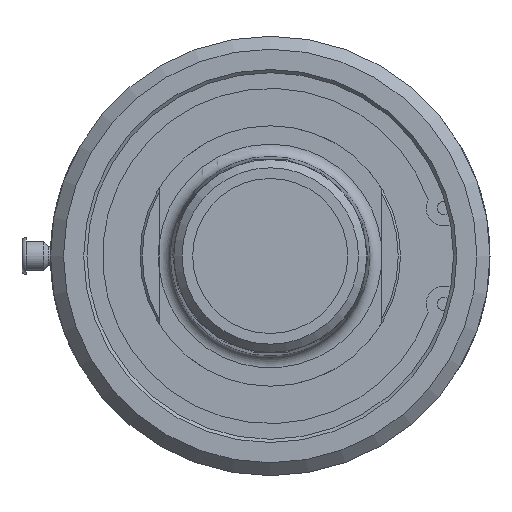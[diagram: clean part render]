
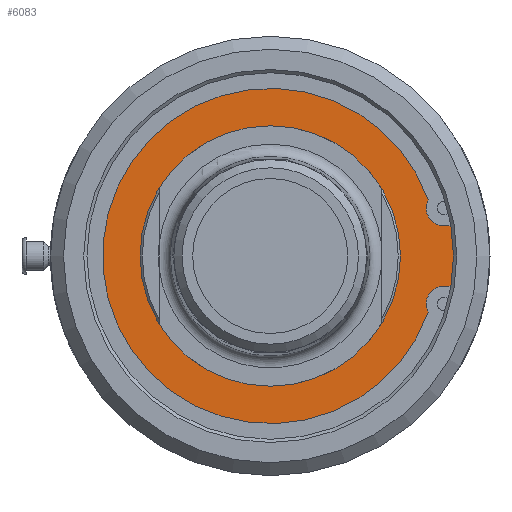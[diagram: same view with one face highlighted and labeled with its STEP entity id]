
A CAD part, left-side view. The second image highlights one B-rep face of the part: STEP entity #6083.
In plain terms, the highlighted planar face has unit normal (-1, 0, 0).
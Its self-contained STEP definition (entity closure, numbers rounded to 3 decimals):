
#69=FACE_BOUND('',#1652,.T.);
#902=CIRCLE('',#6409,4.343);
#904=CIRCLE('',#6412,41.183);
#906=CIRCLE('',#6415,4.343);
#909=CIRCLE('',#6420,48.6);
#912=CIRCLE('',#6425,28.125);
#913=CIRCLE('',#6426,28.125);
#1269=FACE_OUTER_BOUND('',#1651,.T.);
#1651=EDGE_LOOP('',(#5477,#5478,#5479,#5480,#5481,#5482));
#1652=EDGE_LOOP('',(#5483,#5484));
#1989=LINE('',#14611,#2320);
#1996=LINE('',#14636,#2327);
#2320=VECTOR('',#7320,10.);
#2327=VECTOR('',#7343,10.);
#2890=VERTEX_POINT('',#14608);
#2891=VERTEX_POINT('',#14610);
#2900=VERTEX_POINT('',#14633);
#2901=VERTEX_POINT('',#14635);
#2902=VERTEX_POINT('',#14639);
#2904=VERTEX_POINT('',#14645);
#2907=VERTEX_POINT('',#14662);
#2908=VERTEX_POINT('',#14663);
#3756=EDGE_CURVE('',#2891,#2890,#1989,.T.);
#3768=EDGE_CURVE('',#2901,#2900,#1996,.T.);
#3770=EDGE_CURVE('',#2900,#2902,#902,.T.);
#3773=EDGE_CURVE('',#2902,#2904,#904,.T.);
#3776=EDGE_CURVE('',#2904,#2891,#906,.T.);
#3779=EDGE_CURVE('',#2901,#2890,#909,.T.);
#3782=EDGE_CURVE('',#2907,#2908,#912,.T.);
#3783=EDGE_CURVE('',#2908,#2907,#913,.T.);
#5477=ORIENTED_EDGE('',*,*,#3768,.T.);
#5478=ORIENTED_EDGE('',*,*,#3770,.T.);
#5479=ORIENTED_EDGE('',*,*,#3773,.T.);
#5480=ORIENTED_EDGE('',*,*,#3776,.T.);
#5481=ORIENTED_EDGE('',*,*,#3756,.T.);
#5482=ORIENTED_EDGE('',*,*,#3779,.F.);
#5483=ORIENTED_EDGE('',*,*,#3782,.T.);
#5484=ORIENTED_EDGE('',*,*,#3783,.T.);
#5761=PLANE('',#6424);
#6083=ADVANCED_FACE('',(#1269,#69),#5761,.T.);
#6409=AXIS2_PLACEMENT_3D('',#14640,#7347,#7348);
#6412=AXIS2_PLACEMENT_3D('',#14646,#7354,#7355);
#6415=AXIS2_PLACEMENT_3D('',#14651,#7361,#7362);
#6420=AXIS2_PLACEMENT_3D('',#14656,#7371,#7372);
#6424=AXIS2_PLACEMENT_3D('',#14661,#7379,#7380);
#6425=AXIS2_PLACEMENT_3D('',#14664,#7381,#7382);
#6426=AXIS2_PLACEMENT_3D('',#14665,#7383,#7384);
#7320=DIRECTION('',(0.,-1.,0.));
#7343=DIRECTION('',(0.,1.,0.));
#7347=DIRECTION('center_axis',(1.,0.,0.));
#7348=DIRECTION('ref_axis',(0.,0.887,0.462));
#7354=DIRECTION('center_axis',(-1.,0.,0.));
#7355=DIRECTION('ref_axis',(0.,0.942,-0.335));
#7361=DIRECTION('center_axis',(1.,0.,0.));
#7362=DIRECTION('ref_axis',(0.,0.,1.));
#7371=DIRECTION('center_axis',(1.,0.,0.));
#7372=DIRECTION('ref_axis',(0.,1.,0.));
#7379=DIRECTION('center_axis',(-1.,0.,0.));
#7380=DIRECTION('ref_axis',(0.,0.,1.));
#7381=DIRECTION('center_axis',(1.,0.,0.));
#7382=DIRECTION('ref_axis',(0.,1.,0.));
#7383=DIRECTION('center_axis',(1.,0.,0.));
#7384=DIRECTION('ref_axis',(0.,1.,0.));
#14608=CARTESIAN_POINT('',(6.43,-48.027,-7.442));
#14610=CARTESIAN_POINT('',(6.43,-42.658,-7.442));
#14611=CARTESIAN_POINT('',(6.43,-5.613,-7.442));
#14633=CARTESIAN_POINT('',(6.43,-42.658,7.442));
#14635=CARTESIAN_POINT('',(6.43,-48.027,7.442));
#14636=CARTESIAN_POINT('',(6.43,-2.929,7.442));
#14639=CARTESIAN_POINT('',(6.43,-38.806,13.791));
#14640=CARTESIAN_POINT('Origin',(6.43,-42.658,11.786));
#14645=CARTESIAN_POINT('',(6.43,-38.806,-13.791));
#14646=CARTESIAN_POINT('Origin',(6.43,0.,0.));
#14651=CARTESIAN_POINT('Origin',(6.43,-42.658,-11.786));
#14656=CARTESIAN_POINT('Origin',(6.43,0.,0.));
#14661=CARTESIAN_POINT('Origin',(6.43,36.8,0.));
#14662=CARTESIAN_POINT('',(6.43,28.125,0.));
#14663=CARTESIAN_POINT('',(6.43,-28.125,0.));
#14664=CARTESIAN_POINT('Origin',(6.43,0.,0.));
#14665=CARTESIAN_POINT('Origin',(6.43,0.,0.));
